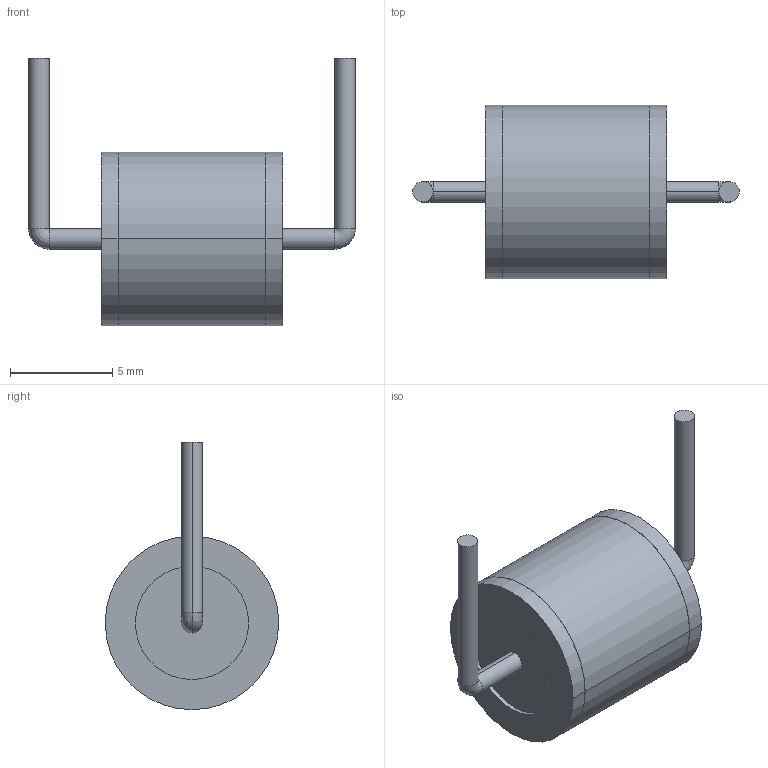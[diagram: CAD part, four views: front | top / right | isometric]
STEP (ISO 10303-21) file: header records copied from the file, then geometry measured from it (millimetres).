
FILE_DESCRIPTION((''),'2;1');
FILE_NAME('SA2-XXXX-XBX','2013-03-14T',('maxm'),('Bourns, Inc.'),'PRO/ENGINEER BY PARAMETRIC TECHNOLOGY CORPORATION, 2012230','PRO/ENGINEER BY PARAMETRIC TECHNOLOGY CORPORATION, 2012230','');
FILE_SCHEMA(('CONFIG_CONTROL_DESIGN'));
Length unit declared in the file: millimetre
Products named in the file (1): SA2-XXXX-XBX
Bounding box: 16 x 8.5 x 13.1 mm (x, y, z)
Volume: 512.9 mm3; surface area: 656.2 mm2
Topology: 1 solids, 1 shells, 36 faces, 72 edges, 42 vertices
Faces by surface type: cylinder 22, plane 10, torus 2, bspline 2
Entity records: 1002 total; most frequent: CARTESIAN_POINT 200, DIRECTION 182, ORIENTED_EDGE 136, AXIS2_PLACEMENT_3D 80, EDGE_CURVE 68, CIRCLE 46, EDGE_LOOP 44, VERTEX_POINT 42
